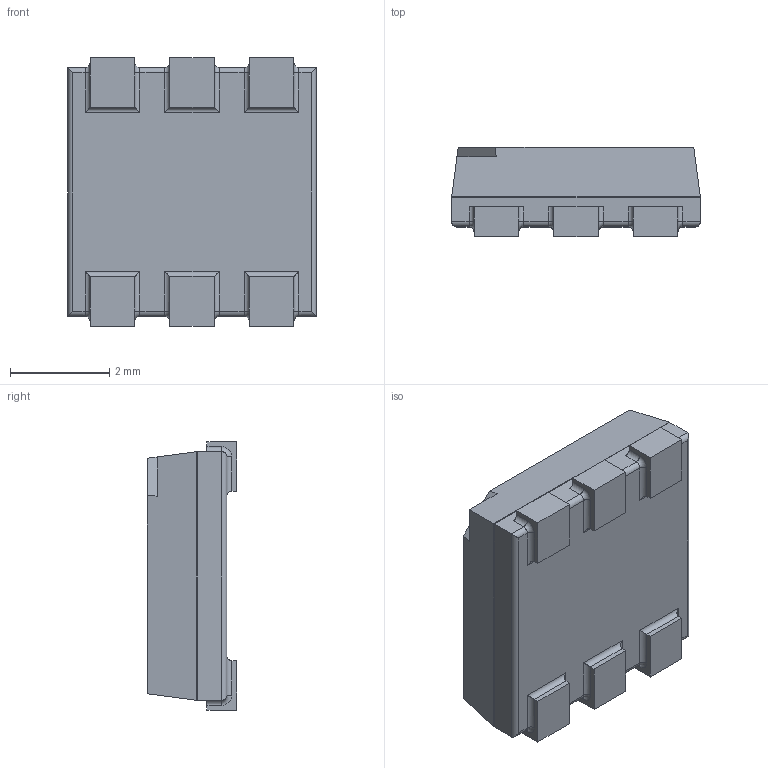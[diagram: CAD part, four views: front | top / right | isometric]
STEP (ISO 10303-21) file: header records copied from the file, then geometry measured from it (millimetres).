
FILE_DESCRIPTION (( 'STEP AP214' ), '1' );
FILE_NAME ('5050 RGB LED SMD.STEP', '2024-05-24T08:54:26', ( '' ), ( '' ), 'SwSTEP 2.0', 'SolidWorks 2024', '' );
FILE_SCHEMA (( 'AUTOMOTIVE_DESIGN' ));
Length unit declared in the file: millimetre
Products named in the file (1): 5050 RGB LED SMD
Bounding box: 5 x 1.8 x 5.4 mm (x, y, z)
Volume: 33.6 mm3; surface area: 92.7 mm2
Topology: 4 solids, 4 shells, 126 faces, 302 edges, 185 vertices
Faces by surface type: plane 67, cylinder 44, torus 14, cone 1
Entity records: 4209 total; most frequent: CARTESIAN_POINT 669, ORIENTED_EDGE 596, DIRECTION 596, EDGE_CURVE 298, VECTOR 214, LINE 214, AXIS2_PLACEMENT_3D 191, VERTEX_POINT 184
